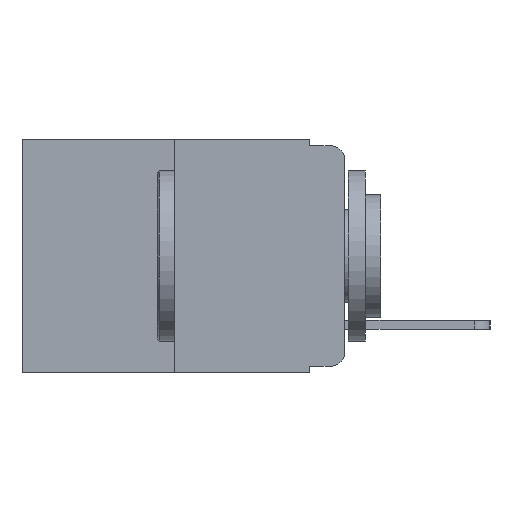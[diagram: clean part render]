
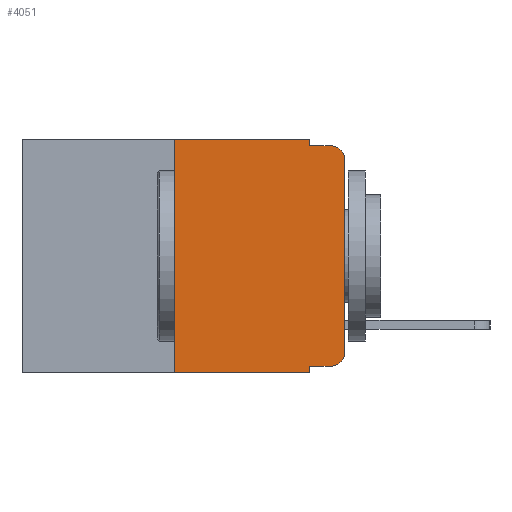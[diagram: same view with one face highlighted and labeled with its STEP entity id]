
A CAD part, left-side view. The second image highlights one B-rep face of the part: STEP entity #4051.
In plain terms, the highlighted planar face has unit normal (-1, 0, 0).
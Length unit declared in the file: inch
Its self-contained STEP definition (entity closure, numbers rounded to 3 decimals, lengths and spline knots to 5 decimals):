
#312 = ORIENTED_EDGE ( 'NONE', *, *, #9829, .F. ) ;
#416 = DIRECTION ( 'NONE',  ( 0., -1., 0. ) ) ;
#448 = CARTESIAN_POINT ( 'NONE',  ( 0., 0.473, -0.343 ) ) ;
#636 = ORIENTED_EDGE ( 'NONE', *, *, #9750, .F. ) ;
#727 = LINE ( 'NONE', #6904, #10269 ) ;
#881 = AXIS2_PLACEMENT_3D ( 'NONE', #13188, #13159, #10768 ) ;
#1246 = VERTEX_POINT ( 'NONE', #2573 ) ;
#1295 = LINE ( 'NONE', #9804, #4211 ) ;
#1529 = VERTEX_POINT ( 'NONE', #11919 ) ;
#1624 = VERTEX_POINT ( 'NONE', #9528 ) ;
#1754 = VERTEX_POINT ( 'NONE', #12641 ) ;
#1845 = CIRCLE ( 'NONE', #8654, 0.02 ) ;
#2448 = LINE ( 'NONE', #12650, #12985 ) ;
#2522 = ORIENTED_EDGE ( 'NONE', *, *, #10498, .T. ) ;
#2573 = CARTESIAN_POINT ( 'NONE',  ( 0., 0.25, 0. ) ) ;
#3225 = LINE ( 'NONE', #6535, #8395 ) ;
#3418 = VECTOR ( 'NONE', #9714, 39.37008 ) ;
#3491 = CARTESIAN_POINT ( 'NONE',  ( 0., 0.473, 0. ) ) ;
#4051 = ADVANCED_FACE ( 'NONE', ( #9594 ), #4649, .F. ) ;
#4121 = VERTEX_POINT ( 'NONE', #6787 ) ;
#4211 = VECTOR ( 'NONE', #10664, 39.37008 ) ;
#4505 = CARTESIAN_POINT ( 'NONE',  ( 0., 0.02, -0.313 ) ) ;
#4649 = PLANE ( 'NONE',  #9633 ) ;
#5170 = VECTOR ( 'NONE', #6915, 39.37008 ) ;
#5686 = VECTOR ( 'NONE', #11823, 39.37008 ) ;
#6188 = LINE ( 'NONE', #8750, #3418 ) ;
#6378 = DIRECTION ( 'NONE',  ( -1., 0., 0. ) ) ;
#6455 = DIRECTION ( 'NONE',  ( 0., 0., -1. ) ) ;
#6535 = CARTESIAN_POINT ( 'NONE',  ( 0., 0.051, -0.333 ) ) ;
#6639 = DIRECTION ( 'NONE',  ( 0., 0., -1. ) ) ;
#6787 = CARTESIAN_POINT ( 'NONE',  ( 0., 0.051, 0. ) ) ;
#6904 = CARTESIAN_POINT ( 'NONE',  ( 0., 0.25, 0. ) ) ;
#6915 = DIRECTION ( 'NONE',  ( 0., -1., 0. ) ) ;
#6933 = CARTESIAN_POINT ( 'NONE',  ( 0., 0.473, 0. ) ) ;
#7053 = VERTEX_POINT ( 'NONE', #7464 ) ;
#7343 = DIRECTION ( 'NONE',  ( 1., 0., 0. ) ) ;
#7464 = CARTESIAN_POINT ( 'NONE',  ( 0., 0.02, -0.333 ) ) ;
#7468 = EDGE_CURVE ( 'NONE', #8547, #1624, #2448, .T. ) ;
#7700 = VECTOR ( 'NONE', #416, 39.37008 ) ;
#7742 = DIRECTION ( 'NONE',  ( 0., -1., 0. ) ) ;
#7843 = VERTEX_POINT ( 'NONE', #13289 ) ;
#7892 = ORIENTED_EDGE ( 'NONE', *, *, #9361, .T. ) ;
#8054 = ORIENTED_EDGE ( 'NONE', *, *, #9572, .F. ) ;
#8395 = VECTOR ( 'NONE', #7742, 39.37008 ) ;
#8547 = VERTEX_POINT ( 'NONE', #10880 ) ;
#8591 = EDGE_LOOP ( 'NONE', ( #9755, #7892, #8054, #636, #10106, #312, #13057, #10007, #2522, #12854 ) ) ;
#8654 = AXIS2_PLACEMENT_3D ( 'NONE', #4505, #6378, #6455 ) ;
#8750 = CARTESIAN_POINT ( 'NONE',  ( 0., 0.051, 0. ) ) ;
#9165 = LINE ( 'NONE', #6933, #5170 ) ;
#9361 = EDGE_CURVE ( 'NONE', #1624, #7843, #12043, .T. ) ;
#9528 = CARTESIAN_POINT ( 'NONE',  ( 0., 0., -0.03 ) ) ;
#9572 = EDGE_CURVE ( 'NONE', #1754, #7843, #10791, .T. ) ;
#9594 = FACE_OUTER_BOUND ( 'NONE', #8591, .T. ) ;
#9633 = AXIS2_PLACEMENT_3D ( 'NONE', #3491, #7343, #6639 ) ;
#9701 = DIRECTION ( 'NONE',  ( 0., 0., 1. ) ) ;
#9714 = DIRECTION ( 'NONE',  ( 0., 0., -1. ) ) ;
#9750 = EDGE_CURVE ( 'NONE', #4121, #1754, #6188, .T. ) ;
#9755 = ORIENTED_EDGE ( 'NONE', *, *, #7468, .T. ) ;
#9804 = CARTESIAN_POINT ( 'NONE',  ( 0., 0.051, 0. ) ) ;
#9829 = EDGE_CURVE ( 'NONE', #1529, #1246, #727, .T. ) ;
#9855 = VERTEX_POINT ( 'NONE', #12925 ) ;
#9970 = EDGE_CURVE ( 'NONE', #9855, #10717, #1295, .T. ) ;
#10004 = LINE ( 'NONE', #448, #7700 ) ;
#10007 = ORIENTED_EDGE ( 'NONE', *, *, #9970, .F. ) ;
#10106 = ORIENTED_EDGE ( 'NONE', *, *, #10328, .F. ) ;
#10269 = VECTOR ( 'NONE', #9701, 39.37008 ) ;
#10328 = EDGE_CURVE ( 'NONE', #1246, #4121, #9165, .T. ) ;
#10498 = EDGE_CURVE ( 'NONE', #9855, #7053, #3225, .T. ) ;
#10584 = EDGE_CURVE ( 'NONE', #7053, #8547, #1845, .T. ) ;
#10664 = DIRECTION ( 'NONE',  ( 0., 0., -1. ) ) ;
#10717 = VERTEX_POINT ( 'NONE', #12485 ) ;
#10768 = DIRECTION ( 'NONE',  ( 0., 0., -1. ) ) ;
#10791 = LINE ( 'NONE', #11892, #5686 ) ;
#10880 = CARTESIAN_POINT ( 'NONE',  ( 0., 0., -0.313 ) ) ;
#11641 = DIRECTION ( 'NONE',  ( 0., 0., 1. ) ) ;
#11823 = DIRECTION ( 'NONE',  ( 0., -1., 0. ) ) ;
#11892 = CARTESIAN_POINT ( 'NONE',  ( 0., 0.051, -0.01 ) ) ;
#11919 = CARTESIAN_POINT ( 'NONE',  ( 0., 0.25, -0.343 ) ) ;
#12043 = CIRCLE ( 'NONE', #881, 0.02 ) ;
#12485 = CARTESIAN_POINT ( 'NONE',  ( 0., 0.051, -0.343 ) ) ;
#12641 = CARTESIAN_POINT ( 'NONE',  ( 0., 0.051, -0.01 ) ) ;
#12650 = CARTESIAN_POINT ( 'NONE',  ( 0., 0., 0. ) ) ;
#12854 = ORIENTED_EDGE ( 'NONE', *, *, #10584, .T. ) ;
#12925 = CARTESIAN_POINT ( 'NONE',  ( 0., 0.051, -0.333 ) ) ;
#12985 = VECTOR ( 'NONE', #11641, 39.37008 ) ;
#13057 = ORIENTED_EDGE ( 'NONE', *, *, #13515, .T. ) ;
#13159 = DIRECTION ( 'NONE',  ( -1., 0., 0. ) ) ;
#13188 = CARTESIAN_POINT ( 'NONE',  ( 0., 0.02, -0.03 ) ) ;
#13289 = CARTESIAN_POINT ( 'NONE',  ( 0., 0.02, -0.01 ) ) ;
#13515 = EDGE_CURVE ( 'NONE', #1529, #10717, #10004, .T. ) ;
